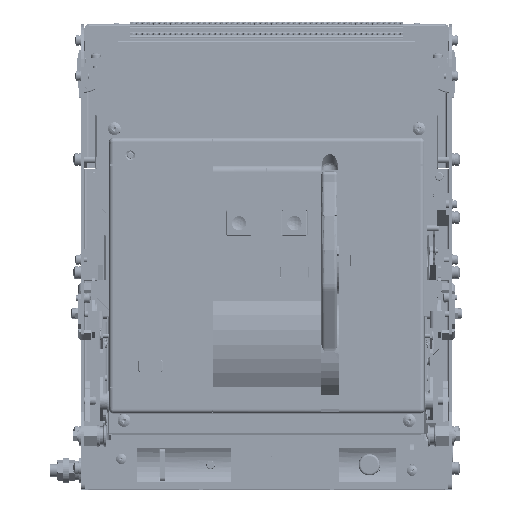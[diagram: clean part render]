
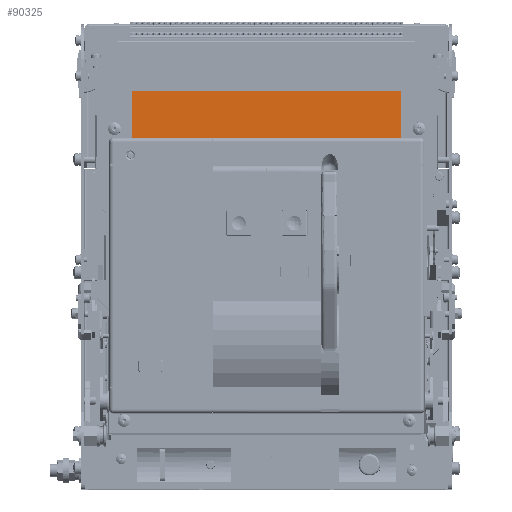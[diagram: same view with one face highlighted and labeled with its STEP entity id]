
A CAD part, top view. The second image highlights one B-rep face of the part: STEP entity #90325.
In plain terms, the highlighted planar face has unit normal (0, 0, 1).
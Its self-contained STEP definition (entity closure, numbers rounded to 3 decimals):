
#77352=FACE_OUTER_BOUND('',#114153,.T.);
#90325=ADVANCED_FACE('',(#77352),#98129,.F.);
#98129=PLANE('',#267962);
#114153=EDGE_LOOP('',(#160868,#160869,#160870,#160871));
#160868=ORIENTED_EDGE('',*,*,#212671,.F.);
#160869=ORIENTED_EDGE('',*,*,#212672,.F.);
#160870=ORIENTED_EDGE('',*,*,#212673,.T.);
#160871=ORIENTED_EDGE('',*,*,#212674,.T.);
#189556=VERTEX_POINT('',#383910);
#189557=VERTEX_POINT('',#383911);
#189558=VERTEX_POINT('',#383913);
#189559=VERTEX_POINT('',#383915);
#212671=EDGE_CURVE('',#189556,#189557,#230804,.T.);
#212672=EDGE_CURVE('',#189558,#189556,#230805,.T.);
#212673=EDGE_CURVE('',#189558,#189559,#230806,.T.);
#212674=EDGE_CURVE('',#189559,#189557,#230807,.T.);
#230804=LINE('',#383909,#248561);
#230805=LINE('',#383912,#248562);
#230806=LINE('',#383914,#248563);
#230807=LINE('',#383916,#248564);
#248561=VECTOR('',#313062,1.);
#248562=VECTOR('',#313063,1.);
#248563=VECTOR('',#313064,1.);
#248564=VECTOR('',#313065,1.);
#267962=AXIS2_PLACEMENT_3D('',#383917,#313066,#313067);
#313062=DIRECTION('',(-1.,0.,0.));
#313063=DIRECTION('',(0.,-1.,0.));
#313064=DIRECTION('',(-1.,0.,0.));
#313065=DIRECTION('',(0.,-1.,0.));
#313066=DIRECTION('',(0.,0.,-1.));
#313067=DIRECTION('',(-1.,0.,0.));
#383909=CARTESIAN_POINT('',(-98.5,226.,-34.911));
#383910=CARTESIAN_POINT('',(-120.,226.,-34.911));
#383911=CARTESIAN_POINT('',(-372.,226.,-34.911));
#383912=CARTESIAN_POINT('',(-120.,270.,-34.911));
#383913=CARTESIAN_POINT('',(-120.,270.,-34.911));
#383914=CARTESIAN_POINT('',(-33.,270.,-34.911));
#383915=CARTESIAN_POINT('',(-372.,270.,-34.911));
#383916=CARTESIAN_POINT('',(-372.,270.,-34.911));
#383917=CARTESIAN_POINT('',(-405.,266.,-34.911));
